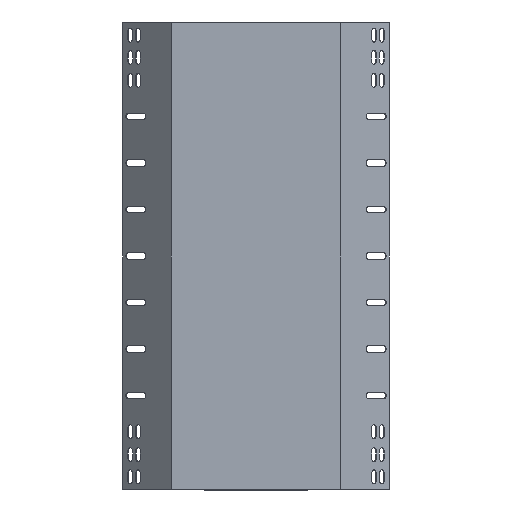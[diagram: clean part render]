
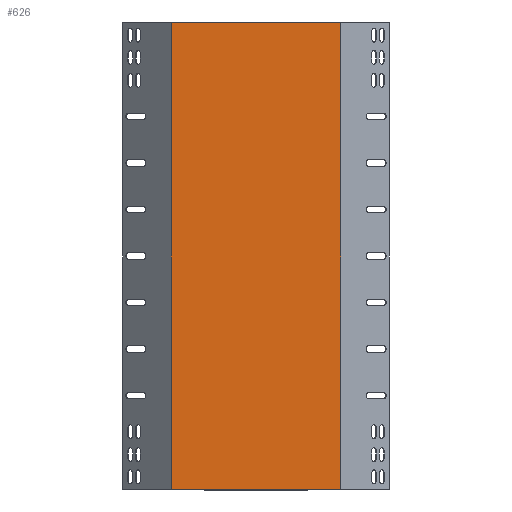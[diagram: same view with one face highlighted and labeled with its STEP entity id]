
A CAD part, front view. The second image highlights one B-rep face of the part: STEP entity #626.
In plain terms, the highlighted planar face has unit normal (0, -1, 0).
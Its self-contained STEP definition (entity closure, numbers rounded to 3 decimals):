
#38 = LINE ( 'NONE', #5089, #5978 ) ;
#61 = VECTOR ( 'NONE', #704, 1000. ) ;
#104 = VERTEX_POINT ( 'NONE', #7608 ) ;
#207 = DIRECTION ( 'NONE',  ( 0., 0., 1. ) ) ;
#592 = CARTESIAN_POINT ( 'NONE',  ( -113.903, -23.927, -275.8 ) ) ;
#626 = ADVANCED_FACE ( 'NONE', ( #9357 ), #3968, .F. ) ;
#704 = DIRECTION ( 'NONE',  ( 1., 0., 0. ) ) ;
#1355 = CARTESIAN_POINT ( 'NONE',  ( 68.763, -23.927, -275.8 ) ) ;
#2092 = ORIENTED_EDGE ( 'NONE', *, *, #8358, .T. ) ;
#2115 = DIRECTION ( 'NONE',  ( 0., 0., 1. ) ) ;
#2318 = ORIENTED_EDGE ( 'NONE', *, *, #7353, .F. ) ;
#2352 = AXIS2_PLACEMENT_3D ( 'NONE', #9674, #4790, #207 ) ;
#2746 = LINE ( 'NONE', #592, #4594 ) ;
#2971 = LINE ( 'NONE', #6064, #6999 ) ;
#3938 = CARTESIAN_POINT ( 'NONE',  ( -112.999, -23.927, -275.8 ) ) ;
#3968 = PLANE ( 'NONE',  #2352 ) ;
#4570 = VERTEX_POINT ( 'NONE', #1355 ) ;
#4594 = VECTOR ( 'NONE', #10096, 1000. ) ;
#4790 = DIRECTION ( 'NONE',  ( 0., 1., 0. ) ) ;
#5089 = CARTESIAN_POINT ( 'NONE',  ( -112.999, -23.927, -275.612 ) ) ;
#5302 = CARTESIAN_POINT ( 'NONE',  ( -113.903, -23.927, 225.8 ) ) ;
#5910 = DIRECTION ( 'NONE',  ( 0., 0., 1. ) ) ;
#5970 = EDGE_CURVE ( 'NONE', #4570, #104, #2971, .T. ) ;
#5978 = VECTOR ( 'NONE', #5910, 1000. ) ;
#6064 = CARTESIAN_POINT ( 'NONE',  ( 68.763, -23.927, -275.612 ) ) ;
#6297 = ORIENTED_EDGE ( 'NONE', *, *, #5970, .T. ) ;
#6545 = ORIENTED_EDGE ( 'NONE', *, *, #9347, .F. ) ;
#6999 = VECTOR ( 'NONE', #2115, 1000. ) ;
#7298 = CARTESIAN_POINT ( 'NONE',  ( -112.999, -23.927, 225.8 ) ) ;
#7353 = EDGE_CURVE ( 'NONE', #8522, #104, #7917, .T. ) ;
#7445 = EDGE_LOOP ( 'NONE', ( #2092, #6297, #2318, #6545 ) ) ;
#7608 = CARTESIAN_POINT ( 'NONE',  ( 68.763, -23.927, 225.8 ) ) ;
#7917 = LINE ( 'NONE', #5302, #61 ) ;
#8358 = EDGE_CURVE ( 'NONE', #9157, #4570, #2746, .T. ) ;
#8522 = VERTEX_POINT ( 'NONE', #7298 ) ;
#9157 = VERTEX_POINT ( 'NONE', #3938 ) ;
#9347 = EDGE_CURVE ( 'NONE', #9157, #8522, #38, .T. ) ;
#9357 = FACE_OUTER_BOUND ( 'NONE', #7445, .T. ) ;
#9674 = CARTESIAN_POINT ( 'NONE',  ( -112.668, -23.927, 225. ) ) ;
#10096 = DIRECTION ( 'NONE',  ( 1., 0., 0. ) ) ;
